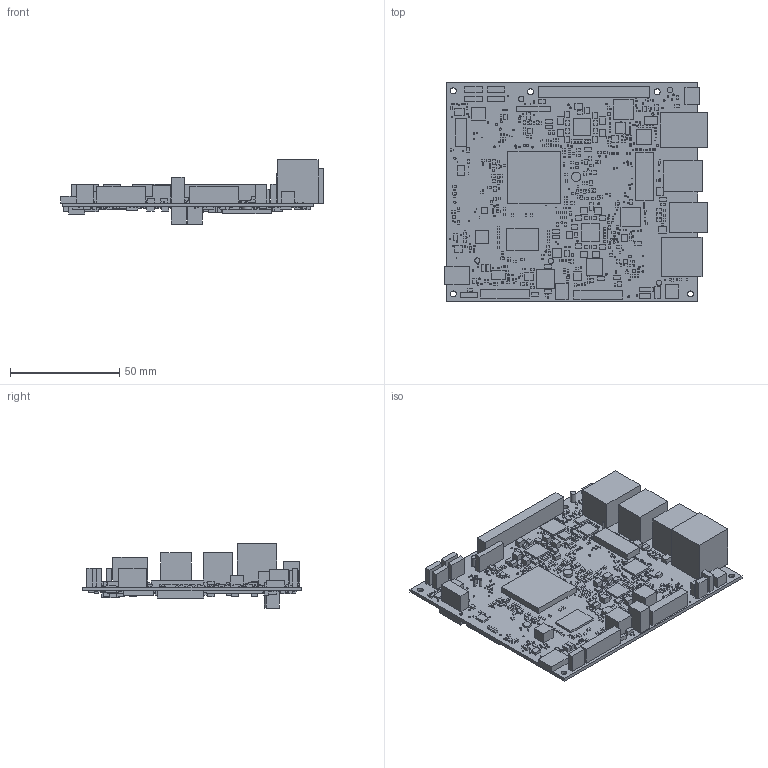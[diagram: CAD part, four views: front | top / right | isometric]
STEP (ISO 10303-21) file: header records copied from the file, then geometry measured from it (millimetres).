
FILE_DESCRIPTION(/* description */ ('PCB Design'),/* implementation_level */ '2;1');
FILE_NAME(/* name */ 'PROC112E2_BRD',/* time_stamp */ '2021-10-21T12:39:42-05:00',/* author */ ('a0869727'),/* organization */ (''),/* preprocessor_version */ 'ST-DEVELOPER v16',/* originating_system */ 'allegro_17.4S008',/* authorisation */ '');
FILE_SCHEMA (('AUTOMOTIVE_DESIGN { 1 0 10303 214 3 1 1 }'));
Length unit declared in the file: millimetre
Products named in the file (115): PROC112E2_BRD; BOARD_OUTLINE; COMPONENTS; EMIFIL_NFM15CC_0402_0-4; TP18_SMD; SC70-5; QFN24_19-68_160X160_1; CON_USBA18_48406_S_R_T_15-7; CON_RJ45-14_LPJG16314A4NL_S_R_T_13-6; XTAL_ECX-64A_240X150_SMD_1-1; WSON6_CSD13202Q2_80X80_0-8; CON_SD10_DM3BT-DSF-PEJS_S_R_S_2-4; SOT553-5_0-6; LQFP48_19-68_280X280_1-2; UDFN8_19-68_120X80_0-6; VSON14_25-59_120X180_0-9; CON_MINIPCIE75_MDT320M_S_R_S_3-2; TSSOP14_25-59_205X180; SOT23-6_1-5; SOT23-123_1-2; SOT23-6; VSSOP8_25-59_120X120_1-1; SOT23-5; CAP0603_1; UQFN12_TXB0104RUT_70X80_0-6; XTAL4_ABM10W_100X80_SMD_0-6; CON_MUSBB5_629105150521_S_R_S_2-7; IND0805_M; QFN20_19-68_185X145_1; CON_PMC2X20_QSH-020-01-D-DP-A_S_S_S_3-4; CAP0402_1; QFN64_19-68_360X360_1_EP6-1; TSSOP24_25-59_315X180_1-2; TSSOP16_25-59_205X180_1-2; SON8_25-59_130X130_1; X2QFN12_TUSB322I_60X60_0-4; CAP0402_0-75; SON6_CSD17313Q2_80X80; QFN14_19-68_145X145; CON_FLEX1X40_687140183622_S_R_S_1-3 ...
Assembly tree (1356 placements, depth 3):
  PROC112E2_BRD
    BOARD_OUTLINE
    COMPONENTS
      EMIFIL_NFM15CC_0402_0-4  x4
      TP18_SMD  x4
      SC70-5  x3
      QFN24_19-68_160X160_1
      CON_USBA18_48406_S_R_T_15-7
      CON_RJ45-14_LPJG16314A4NL_S_R_T_13-6
      XTAL_ECX-64A_240X150_SMD_1-1  x2
      WSON6_CSD13202Q2_80X80_0-8  x6
      CON_SD10_DM3BT-DSF-PEJS_S_R_S_2-4
      SOT553-5_0-6  x5
      LQFP48_19-68_280X280_1-2
      UDFN8_19-68_120X80_0-6
      VSON14_25-59_120X180_0-9  x2
      CON_MINIPCIE75_MDT320M_S_R_S_3-2
      TSSOP14_25-59_205X180  x2
      SOT23-6_1-5  x2
      SOT23-123_1-2
      SOT23-6  x2
      VSSOP8_25-59_120X120_1-1
      SOT23-5  x3
      CAP0603_1  x65
      UQFN12_TXB0104RUT_70X80_0-6
      XTAL4_ABM10W_100X80_SMD_0-6  x2
      CON_MUSBB5_629105150521_S_R_S_2-7
      IND0805_M
      QFN20_19-68_185X145_1
      CON_PMC2X20_QSH-020-01-D-DP-A_S_S_S_3-4
      CAP0402_1  x20
      QFN64_19-68_360X360_1_EP6-1
      TSSOP24_25-59_315X180_1-2
      TSSOP16_25-59_205X180_1-2
      SON8_25-59_130X130_1
      X2QFN12_TUSB322I_60X60_0-4
      CAP0402_0-75  x156
      SON6_CSD17313Q2_80X80
      QFN14_19-68_145X145
      CON_FLEX1X40_687140183622_S_R_S_1-3
      SON6_SN74LVC2G17_40X60_0-6
      SSOP8_25-59_120X110_1-3
      WSON6_19-68_60X60
      TQFN42_19-68_140X360_0-8  x2
      CON_FLEX1X15_1-1734248-5_S_S_S_7-7  x2
      SW8_416131160804_260X230_SMD_2-7
      QFN16_19-68_120X120_1_EP1-6
      HDR_1X6_61300611121_S_T_8-6
      HDR_2X10_FTR-110-51-D-06_S_S_8-7
      BGA24_39-37_240X310_1
      CON_HDMI-DP39_1852139-0N055_S_R_T_19-8
      HDR_1X3_61900311121_S_T_11-8
      LED_150040GS73220_40X20_SMD_0-4  x3
      CON_USBAC33_USB-A3-C31-D-RA-CS1_S_R_T_15-9
      DIO_DFN0402_0-5  x10
      CAPT3528B_2-25  x4
      CAP1206_1-5  x4
      HDR_1X3_62000311121_S_T_6-4
      HDR_1X2_61300211121_S_T_8-6  x2
      WQFN38_TPS25750_240X160_0-8
Bounding box: 120.34 x 100.01 x 29.41 mm (x, y, z)
Surface area: 52862.1 mm2 (no closed solid volume)
Topology: 0 solids, 1355 shells, 8016 faces, 17288 edges, 10612 vertices
Faces by surface type: plane 7838, cylinder 178
Entity records: 31465 total; most frequent: DIRECTION 4601, AXIS2_PLACEMENT_3D 3494, ORIENTED_EDGE 2832, CARTESIAN_POINT 2681, EDGE_CURVE 1544, PRODUCT_DEFINITION_SHAPE 1471, VECTOR 1460, LINE 1460
